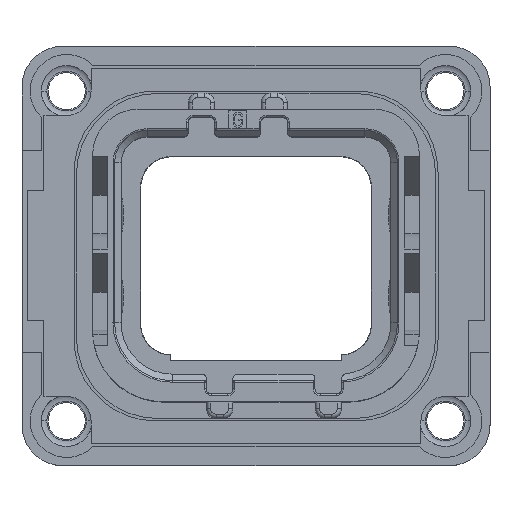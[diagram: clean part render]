
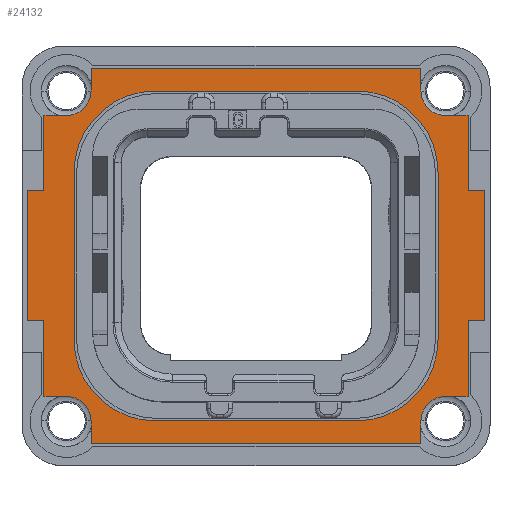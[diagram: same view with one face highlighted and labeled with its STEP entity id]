
A CAD part, top view. The second image highlights one B-rep face of the part: STEP entity #24132.
In plain terms, the highlighted planar face has unit normal (0, 0, 1).
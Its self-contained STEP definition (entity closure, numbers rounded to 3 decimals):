
#1115=DIRECTION('',(0.,-1.,0.));
#1116=VECTOR('',#1115,4.65);
#1117=CARTESIAN_POINT('',(-13.05,-4.,2.31));
#1118=LINE('',#1117,#1116);
#1119=DIRECTION('',(1.,0.,0.));
#1120=VECTOR('',#1119,1.);
#1121=CARTESIAN_POINT('',(-14.05,-4.,2.31));
#1122=LINE('',#1121,#1120);
#1123=DIRECTION('',(0.,-1.,0.));
#1124=VECTOR('',#1123,8.);
#1125=CARTESIAN_POINT('',(-14.05,4.,2.31));
#1126=LINE('',#1125,#1124);
#1127=DIRECTION('',(-1.,0.,0.));
#1128=VECTOR('',#1127,1.);
#1129=CARTESIAN_POINT('',(-13.05,4.,2.31));
#1130=LINE('',#1129,#1128);
#1131=DIRECTION('',(0.,-1.,0.));
#1132=VECTOR('',#1131,4.65);
#1133=CARTESIAN_POINT('',(-13.05,8.65,2.31));
#1134=LINE('',#1133,#1132);
#1135=DIRECTION('',(1.,0.,0.));
#1136=VECTOR('',#1135,1.4);
#1137=CARTESIAN_POINT('',(-13.05,8.65,2.31));
#1138=LINE('',#1137,#1136);
#1139=CARTESIAN_POINT('',(-11.65,10.15,2.31));
#1140=DIRECTION('',(0.,0.,1.));
#1141=DIRECTION('',(0.,-1.,0.));
#1142=AXIS2_PLACEMENT_3D('',#1139,#1140,#1141);
#1144=DIRECTION('',(0.,-1.,0.));
#1145=VECTOR('',#1144,1.4);
#1146=CARTESIAN_POINT('',(-10.15,11.55,2.31));
#1147=LINE('',#1146,#1145);
#1148=DIRECTION('',(-1.,0.,0.));
#1149=VECTOR('',#1148,20.3);
#1150=CARTESIAN_POINT('',(10.15,11.55,2.31));
#1151=LINE('',#1150,#1149);
#1152=DIRECTION('',(0.,-1.,0.));
#1153=VECTOR('',#1152,1.4);
#1154=CARTESIAN_POINT('',(10.15,11.55,2.31));
#1155=LINE('',#1154,#1153);
#1156=CARTESIAN_POINT('',(11.65,10.15,2.31));
#1157=DIRECTION('',(0.,0.,1.));
#1158=DIRECTION('',(-1.,0.,0.));
#1159=AXIS2_PLACEMENT_3D('',#1156,#1157,#1158);
#1161=DIRECTION('',(-1.,0.,0.));
#1162=VECTOR('',#1161,1.4);
#1163=CARTESIAN_POINT('',(13.05,8.65,2.31));
#1164=LINE('',#1163,#1162);
#1165=DIRECTION('',(0.,1.,0.));
#1166=VECTOR('',#1165,4.65);
#1167=CARTESIAN_POINT('',(13.05,4.,2.31));
#1168=LINE('',#1167,#1166);
#1169=DIRECTION('',(-1.,0.,0.));
#1170=VECTOR('',#1169,1.);
#1171=CARTESIAN_POINT('',(14.05,4.,2.31));
#1172=LINE('',#1171,#1170);
#1173=DIRECTION('',(0.,1.,0.));
#1174=VECTOR('',#1173,8.);
#1175=CARTESIAN_POINT('',(14.05,-4.,2.31));
#1176=LINE('',#1175,#1174);
#1177=DIRECTION('',(1.,0.,0.));
#1178=VECTOR('',#1177,1.);
#1179=CARTESIAN_POINT('',(13.05,-4.,2.31));
#1180=LINE('',#1179,#1178);
#1181=DIRECTION('',(0.,1.,0.));
#1182=VECTOR('',#1181,4.65);
#1183=CARTESIAN_POINT('',(13.05,-8.65,2.31));
#1184=LINE('',#1183,#1182);
#1185=DIRECTION('',(-1.,0.,0.));
#1186=VECTOR('',#1185,1.4);
#1187=CARTESIAN_POINT('',(13.05,-8.65,2.31));
#1188=LINE('',#1187,#1186);
#1189=CARTESIAN_POINT('',(11.65,-10.15,2.31));
#1190=DIRECTION('',(0.,0.,1.));
#1191=DIRECTION('',(0.,1.,0.));
#1192=AXIS2_PLACEMENT_3D('',#1189,#1190,#1191);
#1194=DIRECTION('',(0.,1.,0.));
#1195=VECTOR('',#1194,1.4);
#1196=CARTESIAN_POINT('',(10.15,-11.55,2.31));
#1197=LINE('',#1196,#1195);
#1198=DIRECTION('',(1.,0.,0.));
#1199=VECTOR('',#1198,20.3);
#1200=CARTESIAN_POINT('',(-10.15,-11.55,2.31));
#1201=LINE('',#1200,#1199);
#1202=DIRECTION('',(0.,1.,0.));
#1203=VECTOR('',#1202,1.4);
#1204=CARTESIAN_POINT('',(-10.15,-11.55,2.31));
#1205=LINE('',#1204,#1203);
#1206=CARTESIAN_POINT('',(-11.65,-10.15,2.31));
#1207=DIRECTION('',(0.,0.,1.));
#1208=DIRECTION('',(1.,0.,0.));
#1209=AXIS2_PLACEMENT_3D('',#1206,#1207,#1208);
#1211=DIRECTION('',(1.,0.,0.));
#1212=VECTOR('',#1211,1.4);
#1213=CARTESIAN_POINT('',(-13.05,-8.65,2.31));
#1214=LINE('',#1213,#1212);
#1215=DIRECTION('',(0.,-1.,0.));
#1216=VECTOR('',#1215,10.3);
#1217=CARTESIAN_POINT('',(11.2,5.15,2.31));
#1218=LINE('',#1217,#1216);
#1219=DIRECTION('',(1.,0.,0.));
#1220=VECTOR('',#1219,12.4);
#1221=CARTESIAN_POINT('',(-6.2,10.15,2.31));
#1222=LINE('',#1221,#1220);
#1223=DIRECTION('',(0.,1.,0.));
#1224=VECTOR('',#1223,10.3);
#1225=CARTESIAN_POINT('',(-11.2,-5.15,2.31));
#1226=LINE('',#1225,#1224);
#1227=DIRECTION('',(-1.,0.,0.));
#1228=VECTOR('',#1227,12.4);
#1229=CARTESIAN_POINT('',(6.2,-10.15,2.31));
#1230=LINE('',#1229,#1228);
#1335=CARTESIAN_POINT('',(-6.2,-5.15,2.31));
#1336=DIRECTION('',(0.,0.,-1.));
#1337=DIRECTION('',(0.,-1.,0.));
#1338=AXIS2_PLACEMENT_3D('',#1335,#1336,#1337);
#1348=CARTESIAN_POINT('',(6.2,-5.15,2.31));
#1349=DIRECTION('',(0.,0.,-1.));
#1350=DIRECTION('',(1.,0.,0.));
#1351=AXIS2_PLACEMENT_3D('',#1348,#1349,#1350);
#1353=CARTESIAN_POINT('',(-6.2,5.15,2.31));
#1354=DIRECTION('',(0.,0.,-1.));
#1355=DIRECTION('',(-1.,0.,0.));
#1356=AXIS2_PLACEMENT_3D('',#1353,#1354,#1355);
#1366=CARTESIAN_POINT('',(6.2,5.15,2.31));
#1367=DIRECTION('',(0.,0.,-1.));
#1368=DIRECTION('',(0.,1.,0.));
#1369=AXIS2_PLACEMENT_3D('',#1366,#1367,#1368);
#21996=CARTESIAN_POINT('',(-11.2,-5.15,2.31));
#21997=CARTESIAN_POINT('',(-11.2,5.15,2.31));
#21998=VERTEX_POINT('',#21996);
#21999=VERTEX_POINT('',#21997);
#22000=CARTESIAN_POINT('',(-6.2,10.15,2.31));
#22001=CARTESIAN_POINT('',(6.2,10.15,2.31));
#22002=VERTEX_POINT('',#22000);
#22003=VERTEX_POINT('',#22001);
#22004=CARTESIAN_POINT('',(11.2,5.15,2.31));
#22005=CARTESIAN_POINT('',(11.2,-5.15,2.31));
#22006=VERTEX_POINT('',#22004);
#22007=VERTEX_POINT('',#22005);
#22008=CARTESIAN_POINT('',(6.2,-10.15,2.31));
#22009=CARTESIAN_POINT('',(-6.2,-10.15,2.31));
#22010=VERTEX_POINT('',#22008);
#22011=VERTEX_POINT('',#22009);
#22028=CARTESIAN_POINT('',(10.15,10.15,2.31));
#22029=CARTESIAN_POINT('',(11.65,8.65,2.31));
#22030=VERTEX_POINT('',#22028);
#22031=VERTEX_POINT('',#22029);
#22032=CARTESIAN_POINT('',(13.05,8.65,2.31));
#22033=VERTEX_POINT('',#22032);
#22034=CARTESIAN_POINT('',(10.15,11.55,2.31));
#22035=VERTEX_POINT('',#22034);
#22036=CARTESIAN_POINT('',(11.65,-8.65,2.31));
#22037=CARTESIAN_POINT('',(10.15,-10.15,2.31));
#22038=VERTEX_POINT('',#22036);
#22039=VERTEX_POINT('',#22037);
#22040=CARTESIAN_POINT('',(10.15,-11.55,2.31));
#22041=VERTEX_POINT('',#22040);
#22042=CARTESIAN_POINT('',(13.05,-8.65,2.31));
#22043=VERTEX_POINT('',#22042);
#22044=CARTESIAN_POINT('',(-10.15,-10.15,2.31));
#22045=CARTESIAN_POINT('',(-11.65,-8.65,2.31));
#22046=VERTEX_POINT('',#22044);
#22047=VERTEX_POINT('',#22045);
#22048=CARTESIAN_POINT('',(-13.05,-8.65,2.31));
#22049=VERTEX_POINT('',#22048);
#22050=CARTESIAN_POINT('',(-10.15,-11.55,2.31));
#22051=VERTEX_POINT('',#22050);
#22052=CARTESIAN_POINT('',(-10.15,11.55,2.31));
#22053=CARTESIAN_POINT('',(-10.15,10.15,2.31));
#22054=VERTEX_POINT('',#22052);
#22055=VERTEX_POINT('',#22053);
#22056=CARTESIAN_POINT('',(-13.05,8.65,2.31));
#22057=CARTESIAN_POINT('',(-11.65,8.65,2.31));
#22058=VERTEX_POINT('',#22056);
#22059=VERTEX_POINT('',#22057);
#22060=CARTESIAN_POINT('',(14.05,-4.,2.31));
#22061=CARTESIAN_POINT('',(14.05,4.,2.31));
#22062=VERTEX_POINT('',#22060);
#22063=VERTEX_POINT('',#22061);
#22064=CARTESIAN_POINT('',(-14.05,4.,2.31));
#22065=CARTESIAN_POINT('',(-14.05,-4.,2.31));
#22066=VERTEX_POINT('',#22064);
#22067=VERTEX_POINT('',#22065);
#22068=CARTESIAN_POINT('',(13.05,-4.,2.31));
#22069=VERTEX_POINT('',#22068);
#22070=CARTESIAN_POINT('',(13.05,4.,2.31));
#22071=VERTEX_POINT('',#22070);
#22072=CARTESIAN_POINT('',(-13.05,4.,2.31));
#22073=VERTEX_POINT('',#22072);
#22074=CARTESIAN_POINT('',(-13.05,-4.,2.31));
#22075=VERTEX_POINT('',#22074);
#24079=CARTESIAN_POINT('',(0.,0.,2.31));
#24080=DIRECTION('',(0.,0.,1.));
#24081=DIRECTION('',(1.,0.,0.));
#24082=AXIS2_PLACEMENT_3D('',#24079,#24080,#24081);
#24083=PLANE('',#24082);
#24084=ORIENTED_EDGE('',*,*,#23703,.F.);
#24085=ORIENTED_EDGE('',*,*,#23717,.F.);
#24086=ORIENTED_EDGE('',*,*,#23731,.F.);
#24087=ORIENTED_EDGE('',*,*,#23745,.F.);
#24088=ORIENTED_EDGE('',*,*,#23759,.F.);
#24089=ORIENTED_EDGE('',*,*,#23775,.T.);
#24091=ORIENTED_EDGE('',*,*,#24090,.T.);
#24092=ORIENTED_EDGE('',*,*,#23834,.F.);
#24093=ORIENTED_EDGE('',*,*,#23850,.F.);
#24094=ORIENTED_EDGE('',*,*,#23866,.T.);
#24096=ORIENTED_EDGE('',*,*,#24095,.T.);
#24097=ORIENTED_EDGE('',*,*,#23925,.F.);
#24098=ORIENTED_EDGE('',*,*,#23941,.F.);
#24099=ORIENTED_EDGE('',*,*,#23955,.F.);
#24100=ORIENTED_EDGE('',*,*,#23969,.F.);
#24101=ORIENTED_EDGE('',*,*,#23983,.F.);
#24102=ORIENTED_EDGE('',*,*,#23997,.F.);
#24103=ORIENTED_EDGE('',*,*,#24013,.T.);
#24105=ORIENTED_EDGE('',*,*,#24104,.T.);
#24106=ORIENTED_EDGE('',*,*,#24071,.F.);
#24107=ORIENTED_EDGE('',*,*,#23611,.F.);
#24108=ORIENTED_EDGE('',*,*,#23628,.T.);
#24110=ORIENTED_EDGE('',*,*,#24109,.T.);
#24111=ORIENTED_EDGE('',*,*,#23687,.F.);
#24112=EDGE_LOOP('',(#24084,#24085,#24086,#24087,#24088,#24089,#24091,#24092,
#24093,#24094,#24096,#24097,#24098,#24099,#24100,#24101,#24102,#24103,#24105,
#24106,#24107,#24108,#24110,#24111));
#24113=FACE_OUTER_BOUND('',#24112,.F.);
#24115=ORIENTED_EDGE('',*,*,#24114,.F.);
#24117=ORIENTED_EDGE('',*,*,#24116,.F.);
#24119=ORIENTED_EDGE('',*,*,#24118,.F.);
#24121=ORIENTED_EDGE('',*,*,#24120,.F.);
#24123=ORIENTED_EDGE('',*,*,#24122,.F.);
#24125=ORIENTED_EDGE('',*,*,#24124,.F.);
#24127=ORIENTED_EDGE('',*,*,#24126,.F.);
#24129=ORIENTED_EDGE('',*,*,#24128,.F.);
#24130=EDGE_LOOP('',(#24115,#24117,#24119,#24121,#24123,#24125,#24127,#24129));
#24131=FACE_BOUND('',#24130,.F.);
#24132=ADVANCED_FACE('',(#24113,#24131),#24083,.T.);
#1143=CIRCLE('',#1142,1.5);
#1160=CIRCLE('',#1159,1.5);
#1193=CIRCLE('',#1192,1.5);
#1210=CIRCLE('',#1209,1.5);
#1339=CIRCLE('',#1338,5.);
#1352=CIRCLE('',#1351,5.);
#1357=CIRCLE('',#1356,5.);
#1370=CIRCLE('',#1369,5.);
#23611=EDGE_CURVE('',#22051,#22041,#1201,.T.);
#23628=EDGE_CURVE('',#22051,#22046,#1205,.T.);
#23687=EDGE_CURVE('',#22049,#22047,#1214,.T.);
#23703=EDGE_CURVE('',#22075,#22049,#1118,.T.);
#23717=EDGE_CURVE('',#22067,#22075,#1122,.T.);
#23731=EDGE_CURVE('',#22066,#22067,#1126,.T.);
#23745=EDGE_CURVE('',#22073,#22066,#1130,.T.);
#23759=EDGE_CURVE('',#22058,#22073,#1134,.T.);
#23775=EDGE_CURVE('',#22058,#22059,#1138,.T.);
#23834=EDGE_CURVE('',#22054,#22055,#1147,.T.);
#23850=EDGE_CURVE('',#22035,#22054,#1151,.T.);
#23866=EDGE_CURVE('',#22035,#22030,#1155,.T.);
#23925=EDGE_CURVE('',#22033,#22031,#1164,.T.);
#23941=EDGE_CURVE('',#22071,#22033,#1168,.T.);
#23955=EDGE_CURVE('',#22063,#22071,#1172,.T.);
#23969=EDGE_CURVE('',#22062,#22063,#1176,.T.);
#23983=EDGE_CURVE('',#22069,#22062,#1180,.T.);
#23997=EDGE_CURVE('',#22043,#22069,#1184,.T.);
#24013=EDGE_CURVE('',#22043,#22038,#1188,.T.);
#24071=EDGE_CURVE('',#22041,#22039,#1197,.T.);
#24090=EDGE_CURVE('',#22059,#22055,#1143,.T.);
#24095=EDGE_CURVE('',#22030,#22031,#1160,.T.);
#24104=EDGE_CURVE('',#22038,#22039,#1193,.T.);
#24109=EDGE_CURVE('',#22046,#22047,#1210,.T.);
#24114=EDGE_CURVE('',#22006,#22007,#1218,.T.);
#24116=EDGE_CURVE('',#22003,#22006,#1370,.T.);
#24118=EDGE_CURVE('',#22002,#22003,#1222,.T.);
#24120=EDGE_CURVE('',#21999,#22002,#1357,.T.);
#24122=EDGE_CURVE('',#21998,#21999,#1226,.T.);
#24124=EDGE_CURVE('',#22011,#21998,#1339,.T.);
#24126=EDGE_CURVE('',#22010,#22011,#1230,.T.);
#24128=EDGE_CURVE('',#22007,#22010,#1352,.T.);
